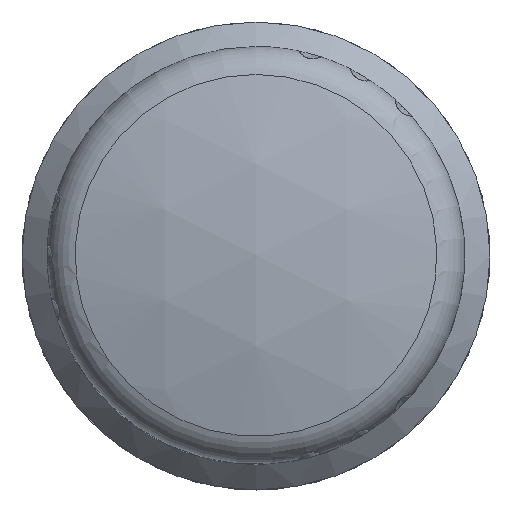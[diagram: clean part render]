
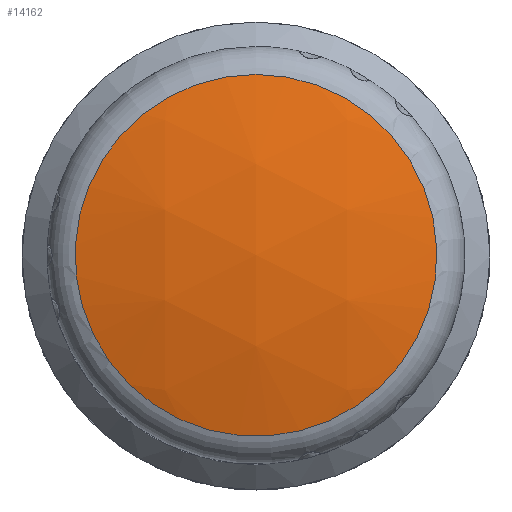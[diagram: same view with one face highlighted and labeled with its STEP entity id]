
A CAD part, top view. The second image highlights one B-rep face of the part: STEP entity #14162.
In plain terms, the highlighted spherical face has radius 40 mm.
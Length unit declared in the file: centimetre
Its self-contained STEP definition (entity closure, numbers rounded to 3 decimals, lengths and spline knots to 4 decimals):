
#83=SPHERICAL_SURFACE('',#14938,4.);
#3957=FACE_OUTER_BOUND('',#4712,.T.);
#4712=EDGE_LOOP('',(#9370));
#5528=CIRCLE('',#14919,1.0822);
#5713=VERTEX_POINT('',#19552);
#7143=EDGE_CURVE('',#5713,#5713,#5528,.T.);
#9370=ORIENTED_EDGE('',*,*,#7143,.F.);
#14162=ADVANCED_FACE('',(#3957),#83,.T.);
#14919=AXIS2_PLACEMENT_3D('',#19553,#15827,#15828);
#14938=AXIS2_PLACEMENT_3D('',#19851,#15881,#15882);
#15827=DIRECTION('center_axis',(0.,0.,
-1.));
#15828=DIRECTION('ref_axis',(0.,1.,0.));
#15881=DIRECTION('center_axis',(1.,0.,0.));
#15882=DIRECTION('ref_axis',(0.,1.,0.));
#19552=CARTESIAN_POINT('',(1.4,1.0822,2.2508));
#19553=CARTESIAN_POINT('Origin',(1.4,0.,
2.2508));
#19851=CARTESIAN_POINT('Origin',(1.4,0.,
-1.6));
